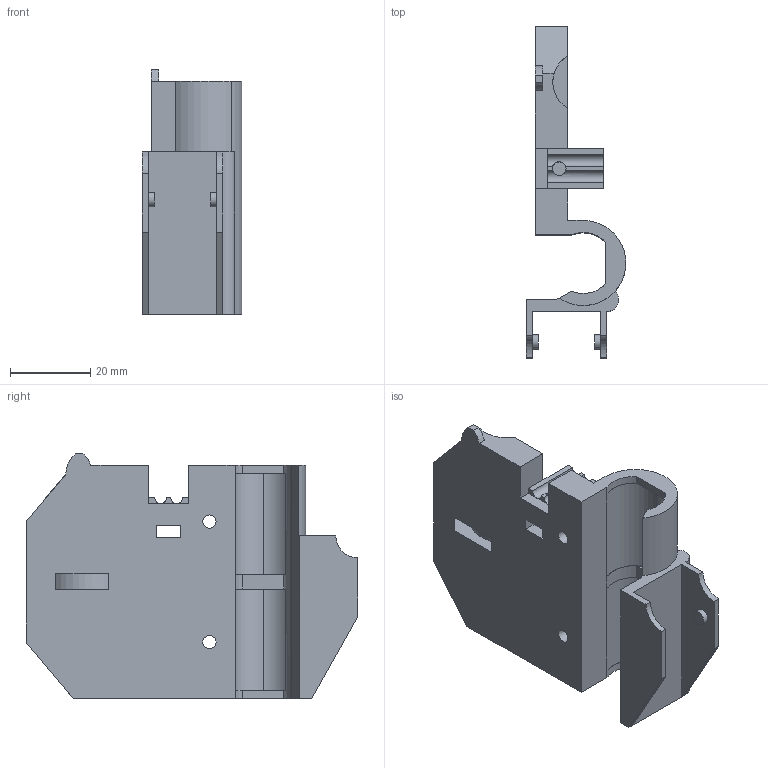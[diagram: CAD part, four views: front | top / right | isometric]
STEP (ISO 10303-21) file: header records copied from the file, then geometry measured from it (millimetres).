
FILE_DESCRIPTION(('FreeCAD Model'),'2;1');
FILE_NAME( 'x-carriage.stp', '2014-11-15T09:56:13',('FreeCAD'),('FreeCAD'), 'Open CASCADE STEP processor 6.7','FreeCAD','Unknown');
FILE_SCHEMA(('AUTOMOTIVE_DESIGN_CC2 { 1 2 10303 214 -1 1 5 4 }'));
Length unit declared in the file: millimetre
Products named in the file (1): x-carriage-final
Bounding box: 24.76 x 82.58 x 60.89 mm (x, y, z)
Volume: 30139.5 mm3; surface area: 15616.9 mm2
Topology: 1 solids, 1 shells, 108 faces, 299 edges, 197 vertices
Faces by surface type: plane 78, cylinder 30
Full cylindrical faces by diameter (mm): 3.3 x2, 3.4 x2, 3.6 x2
Entity records: 7620 total; most frequent: CARTESIAN_POINT 1808, DIRECTION 1030, LINE 646, VECTOR 646, ORIENTED_EDGE 598, PCURVE 598, DEFINITIONAL_REPRESENTATION 598, EDGE_CURVE 299
